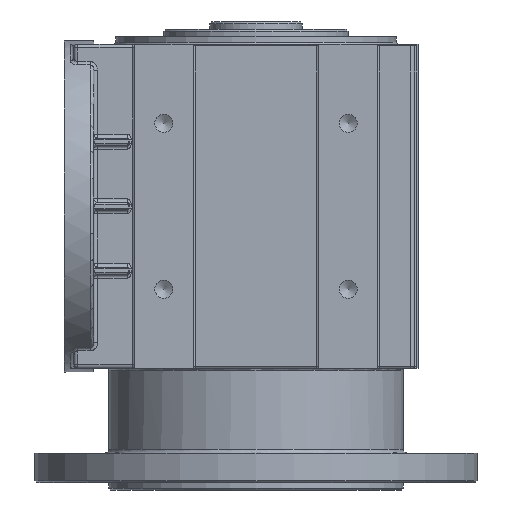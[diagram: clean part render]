
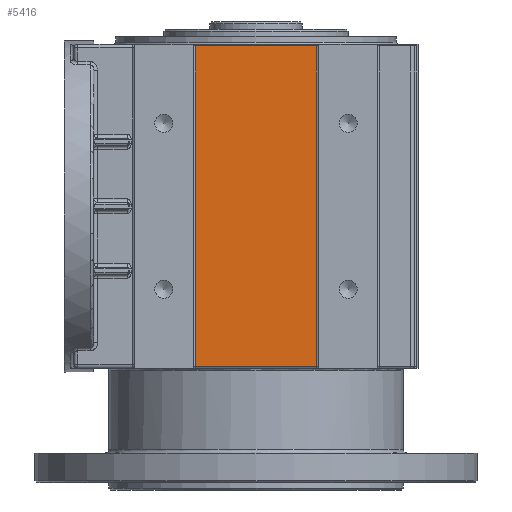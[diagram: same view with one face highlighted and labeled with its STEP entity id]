
A CAD part, front view. The second image highlights one B-rep face of the part: STEP entity #5416.
In plain terms, the highlighted planar face has unit normal (0, -1, 0).
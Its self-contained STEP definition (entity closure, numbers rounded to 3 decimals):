
#4875=CARTESIAN_POINT('',(68.5,-23.,-43.5));
#4876=VERTEX_POINT('',#4875);
#4921=CARTESIAN_POINT('',(68.5,-23.,43.5));
#4922=VERTEX_POINT('',#4921);
#4930=CARTESIAN_POINT('',(68.5,-23.,43.5));
#4931=DIRECTION('',(0.0,0.0,-1.0));
#4932=VECTOR('',#4931,87.);
#4933=LINE('',#4930,#4932);
#4934=EDGE_CURVE('',#4922,#4876,#4933,.T.);
#5172=CARTESIAN_POINT('',(35.5,-23.,43.5));
#5173=VERTEX_POINT('',#5172);
#5218=CARTESIAN_POINT('',(35.5,-23.,-43.5));
#5219=VERTEX_POINT('',#5218);
#5227=CARTESIAN_POINT('',(35.5,-23.,-43.5));
#5228=DIRECTION('',(0.0,0.0,1.0));
#5229=VECTOR('',#5228,87.0);
#5230=LINE('',#5227,#5229);
#5231=EDGE_CURVE('',#5219,#5173,#5230,.T.);
#5384=CARTESIAN_POINT('',(68.5,-23.,-43.5));
#5385=DIRECTION('',(-1.0,0.0,0.0));
#5386=VECTOR('',#5385,33.);
#5387=LINE('',#5384,#5386);
#5388=EDGE_CURVE('',#4876,#5219,#5387,.T.);
#5400=CARTESIAN_POINT('',(52.,-23.,0.));
#5401=DIRECTION('',(0.0,1.0,0.0));
#5402=DIRECTION('',(0.0,0.0,1.0));
#5403=AXIS2_PLACEMENT_3D('',#5400,#5401,#5402);
#5404=PLANE('',#5403);
#5405=ORIENTED_EDGE('',*,*,#4934,.F.);
#5406=CARTESIAN_POINT('',(35.5,-23.,43.5));
#5407=DIRECTION('',(1.0,0.0,0.0));
#5408=VECTOR('',#5407,33.);
#5409=LINE('',#5406,#5408);
#5410=EDGE_CURVE('',#5173,#4922,#5409,.T.);
#5411=ORIENTED_EDGE('',*,*,#5410,.F.);
#5412=ORIENTED_EDGE('',*,*,#5231,.F.);
#5413=ORIENTED_EDGE('',*,*,#5388,.F.);
#5414=EDGE_LOOP('',(#5405,#5411,#5412,#5413));
#5415=FACE_OUTER_BOUND('',#5414,.T.);
#5416=ADVANCED_FACE('',(#5415),#5404,.F.);
